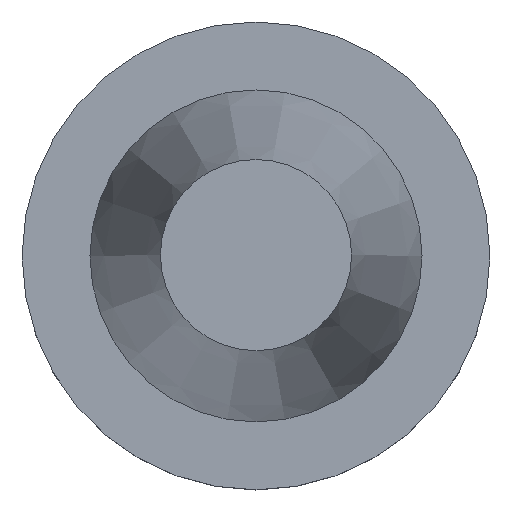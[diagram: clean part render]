
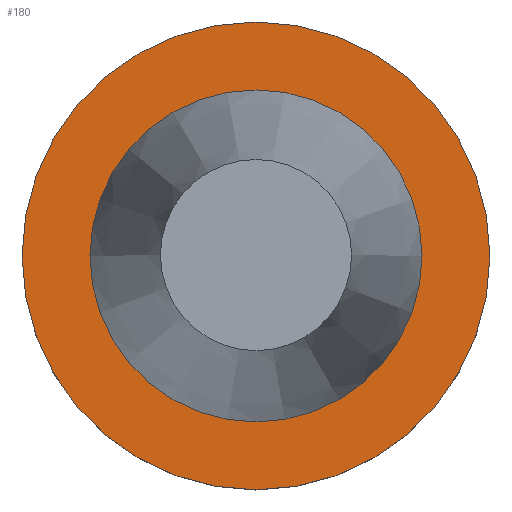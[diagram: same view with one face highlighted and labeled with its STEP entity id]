
A CAD part, top view. The second image highlights one B-rep face of the part: STEP entity #180.
In plain terms, the highlighted planar face has unit normal (0, 0, 1).
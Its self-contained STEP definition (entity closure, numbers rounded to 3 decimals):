
#5 = EDGE_LOOP ( 'NONE', ( #287 ) ) ;
#50 = DIRECTION ( 'NONE',  ( -1., 0., 0. ) ) ;
#73 = EDGE_CURVE ( 'NONE', #245, #245, #297, .T. ) ;
#81 = DIRECTION ( 'NONE',  ( 0., 0., 1. ) ) ;
#82 = CARTESIAN_POINT ( 'NONE',  ( 0., 0., -1.5 ) ) ;
#84 = CIRCLE ( 'NONE', #193, 49.215 ) ;
#105 = CARTESIAN_POINT ( 'NONE',  ( 49.215, 0., -1.5 ) ) ;
#116 = DIRECTION ( 'NONE',  ( 0., 0., -1. ) ) ;
#124 = AXIS2_PLACEMENT_3D ( 'NONE', #82, #380, #324 ) ;
#136 = CARTESIAN_POINT ( 'NONE',  ( 0., 0., -1.5 ) ) ;
#169 = EDGE_CURVE ( 'NONE', #253, #253, #84, .T. ) ;
#180 = ADVANCED_FACE ( 'NONE', ( #200, #289 ), #197, .F. ) ;
#193 = AXIS2_PLACEMENT_3D ( 'NONE', #136, #81, #225 ) ;
#197 = PLANE ( 'NONE',  #261 ) ;
#200 = FACE_BOUND ( 'NONE', #221, .T. ) ;
#217 = CARTESIAN_POINT ( 'NONE',  ( 34.925, 0., -1.5 ) ) ;
#221 = EDGE_LOOP ( 'NONE', ( #311 ) ) ;
#225 = DIRECTION ( 'NONE',  ( 1., 0., 0. ) ) ;
#245 = VERTEX_POINT ( 'NONE', #217 ) ;
#253 = VERTEX_POINT ( 'NONE', #105 ) ;
#261 = AXIS2_PLACEMENT_3D ( 'NONE', #386, #116, #50 ) ;
#287 = ORIENTED_EDGE ( 'NONE', *, *, #169, .T. ) ;
#289 = FACE_OUTER_BOUND ( 'NONE', #5, .T. ) ;
#297 = CIRCLE ( 'NONE', #124, 34.925 ) ;
#311 = ORIENTED_EDGE ( 'NONE', *, *, #73, .F. ) ;
#324 = DIRECTION ( 'NONE',  ( 1., 0., 0. ) ) ;
#380 = DIRECTION ( 'NONE',  ( 0., 0., 1. ) ) ;
#386 = CARTESIAN_POINT ( 'NONE',  ( 0., 49.215, -1.5 ) ) ;
